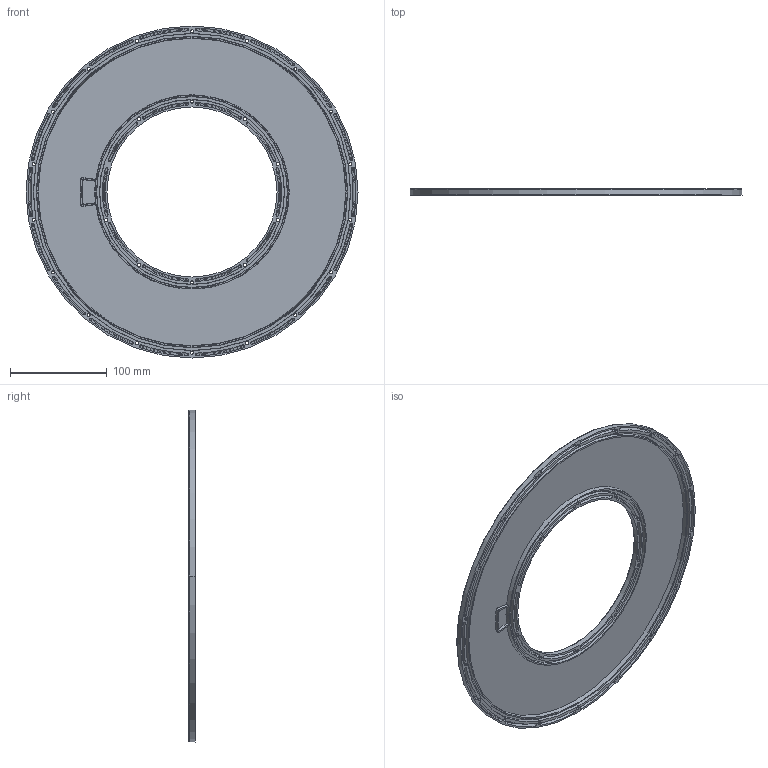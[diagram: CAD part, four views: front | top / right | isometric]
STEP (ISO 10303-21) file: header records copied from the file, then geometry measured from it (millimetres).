
FILE_DESCRIPTION((''),'2;1');
FILE_NAME('UFO200W_T120_20190705','2019-07-05T',('captain'),(''),'PRO/ENGINEER BY PARAMETRIC TECHNOLOGY CORPORATION, 2010280','PRO/ENGINEER BY PARAMETRIC TECHNOLOGY CORPORATION, 2010280','');
FILE_SCHEMA(('CONFIG_CONTROL_DESIGN','SHAPE_APPEARANCE_LAYERS_GROUPS'));
Length unit declared in the file: millimetre
Products named in the file (1): UFO200W_T120_20190705
Bounding box: 343.9 x 6.5 x 343.9 mm (x, y, z)
Volume: 182254.2 mm3; surface area: 177188.9 mm2
Topology: 1 solids, 1 shells, 426 faces, 1071 edges, 708 vertices
Faces by surface type: cone 245, torus 112, plane 69
Entity records: 16805 total; most frequent: DIRECTION 2671, CARTESIAN_POINT 2459, ORIENTED_EDGE 2142, AXIS2_PLACEMENT_3D 1208, PRESENTATION_STYLE_ASSIGNMENT 1072, STYLED_ITEM 1072, CURVE_STYLE 1071, EDGE_CURVE 1071
